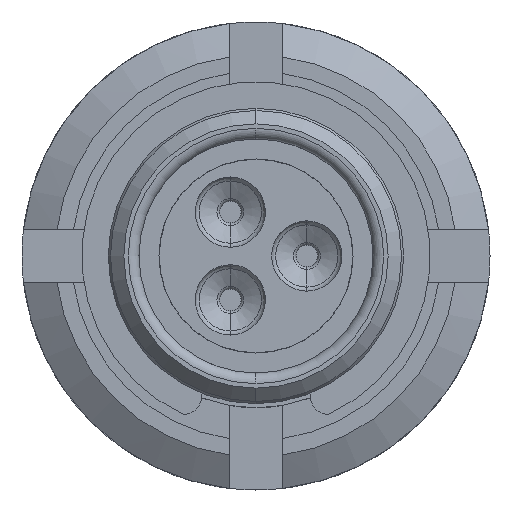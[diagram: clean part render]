
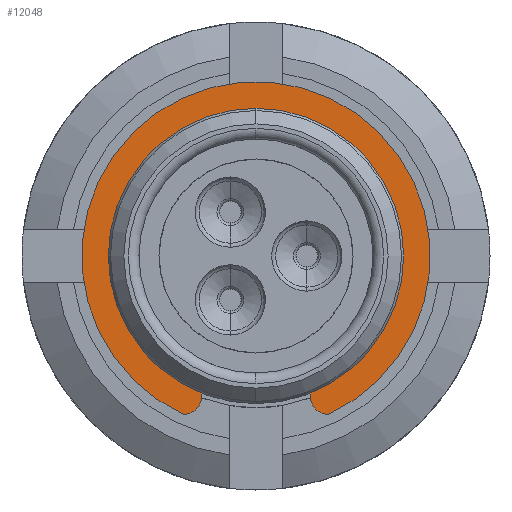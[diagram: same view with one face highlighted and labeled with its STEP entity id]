
A CAD part, left-side view. The second image highlights one B-rep face of the part: STEP entity #12048.
In plain terms, the highlighted planar face has unit normal (-1, 0, 0).
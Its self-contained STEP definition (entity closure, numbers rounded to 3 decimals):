
#334 = DIRECTION ( 'NONE',  ( 1., 0., 0. ) ) ;
#1094 = DIRECTION ( 'NONE',  ( 0., 0., -1. ) ) ;
#1577 = DIRECTION ( 'NONE',  ( 0., 0., -1. ) ) ;
#1845 = AXIS2_PLACEMENT_3D ( 'NONE', #10665, #24443, #15230 ) ;
#2021 = ORIENTED_EDGE ( 'NONE', *, *, #8492, .F. ) ;
#2462 = DIRECTION ( 'NONE',  ( 0., 0., -1. ) ) ;
#2648 = AXIS2_PLACEMENT_3D ( 'NONE', #25550, #11704, #25654 ) ;
#2785 = CARTESIAN_POINT ( 'NONE',  ( 10.412, -2.73, -4.582 ) ) ;
#4991 = AXIS2_PLACEMENT_3D ( 'NONE', #17695, #16771, #1094 ) ;
#5273 = ORIENTED_EDGE ( 'NONE', *, *, #25535, .F. ) ;
#6170 = EDGE_CURVE ( 'NONE', #21678, #14074, #19435, .T. ) ;
#7126 = EDGE_CURVE ( 'NONE', #21678, #17875, #17094, .T. ) ;
#8171 = CARTESIAN_POINT ( 'NONE',  ( 10.412, -2.73, -5.957 ) ) ;
#8492 = EDGE_CURVE ( 'NONE', #10916, #14074, #13347, .T. ) ;
#8647 = PLANE ( 'NONE',  #13218 ) ;
#10378 = CARTESIAN_POINT ( 'NONE',  ( 10.412, 2.731, -5.957 ) ) ;
#10665 = CARTESIAN_POINT ( 'NONE',  ( 10.412, 0., 0. ) ) ;
#10757 = DIRECTION ( 'NONE',  ( 1., 0., 0. ) ) ;
#10916 = VERTEX_POINT ( 'NONE', #8171 ) ;
#11704 = DIRECTION ( 'NONE',  ( 1., 0., 0. ) ) ;
#12048 = ADVANCED_FACE ( 'NONE', ( #13598 ), #8647, .F. ) ;
#13218 = AXIS2_PLACEMENT_3D ( 'NONE', #24730, #10757, #1577 ) ;
#13347 = CIRCLE ( 'NONE', #2648, 0.688 ) ;
#13598 = FACE_OUTER_BOUND ( 'NONE', #20560, .T. ) ;
#14074 = VERTEX_POINT ( 'NONE', #2785 ) ;
#14169 = CARTESIAN_POINT ( 'NONE',  ( 10.412, 2.731, -5.269 ) ) ;
#15230 = DIRECTION ( 'NONE',  ( 0., 0., -1. ) ) ;
#16771 = DIRECTION ( 'NONE',  ( 1., 0., 0. ) ) ;
#17094 = CIRCLE ( 'NONE', #23085, 0.688 ) ;
#17695 = CARTESIAN_POINT ( 'NONE',  ( 10.412, 0., 0. ) ) ;
#17808 = ORIENTED_EDGE ( 'NONE', *, *, #6170, .T. ) ;
#17875 = VERTEX_POINT ( 'NONE', #10378 ) ;
#19435 = CIRCLE ( 'NONE', #4991, 5.334 ) ;
#20560 = EDGE_LOOP ( 'NONE', ( #5273, #22085, #17808, #2021 ) ) ;
#21678 = VERTEX_POINT ( 'NONE', #25663 ) ;
#22085 = ORIENTED_EDGE ( 'NONE', *, *, #7126, .F. ) ;
#23085 = AXIS2_PLACEMENT_3D ( 'NONE', #14169, #334, #2462 ) ;
#23799 = CIRCLE ( 'NONE', #1845, 6.553 ) ;
#24443 = DIRECTION ( 'NONE',  ( 1., 0., 0. ) ) ;
#24730 = CARTESIAN_POINT ( 'NONE',  ( 10.412, 0., 0. ) ) ;
#25535 = EDGE_CURVE ( 'NONE', #17875, #10916, #23799, .T. ) ;
#25550 = CARTESIAN_POINT ( 'NONE',  ( 10.412, -2.73, -5.27 ) ) ;
#25654 = DIRECTION ( 'NONE',  ( 0., 0., -1. ) ) ;
#25663 = CARTESIAN_POINT ( 'NONE',  ( 10.412, 2.731, -4.582 ) ) ;
